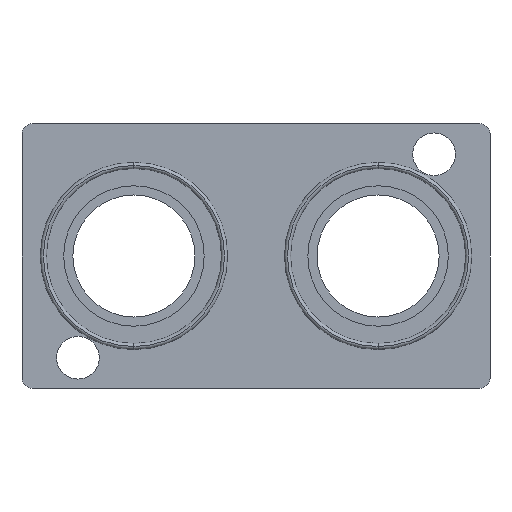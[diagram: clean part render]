
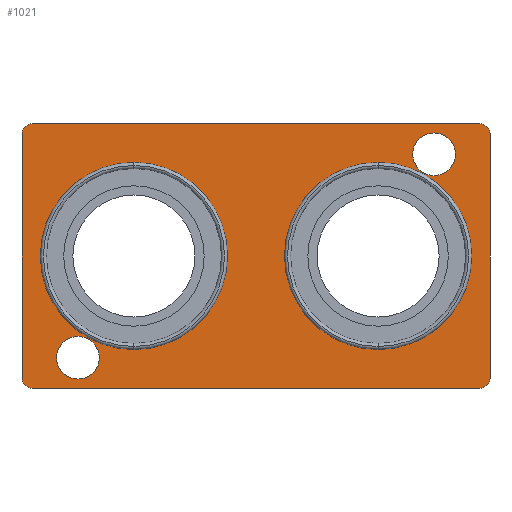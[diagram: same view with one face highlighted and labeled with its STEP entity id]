
A CAD part, front view. The second image highlights one B-rep face of the part: STEP entity #1021.
In plain terms, the highlighted planar face has unit normal (0, -1, 0).
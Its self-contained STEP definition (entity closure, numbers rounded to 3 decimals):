
#2 = LINE ( 'NONE', #1655, #1397 ) ;
#12 = EDGE_CURVE ( 'NONE', #144, #1122, #1111, .T. ) ;
#13 = EDGE_CURVE ( 'NONE', #252, #421, #1422, .T. ) ;
#16 = CARTESIAN_POINT ( 'NONE',  ( 40.5, 0., -0.9 ) ) ;
#22 = DIRECTION ( 'NONE',  ( 0., 0., 1. ) ) ;
#45 = DIRECTION ( 'NONE',  ( 0., 1., 0. ) ) ;
#48 = DIRECTION ( 'NONE',  ( 0., 0., 1. ) ) ;
#60 = ORIENTED_EDGE ( 'NONE', *, *, #326, .F. ) ;
#64 = CARTESIAN_POINT ( 'NONE',  ( 5.5, 0., -23. ) ) ;
#71 = CARTESIAN_POINT ( 'NONE',  ( 0., 0., -25. ) ) ;
#79 = CIRCLE ( 'NONE', #1062, 9.2 ) ;
#84 = ORIENTED_EDGE ( 'NONE', *, *, #232, .F. ) ;
#86 = AXIS2_PLACEMENT_3D ( 'NONE', #1577, #148, #137 ) ;
#101 = FACE_OUTER_BOUND ( 'NONE', #1437, .T. ) ;
#117 = CARTESIAN_POINT ( 'NONE',  ( 11., 0., -22.2 ) ) ;
#122 = ORIENTED_EDGE ( 'NONE', *, *, #588, .T. ) ;
#127 = EDGE_CURVE ( 'NONE', #247, #747, #256, .T. ) ;
#133 = DIRECTION ( 'NONE',  ( 0., 0., -1. ) ) ;
#137 = DIRECTION ( 'NONE',  ( 0., 0., -1. ) ) ;
#141 = ORIENTED_EDGE ( 'NONE', *, *, #1617, .F. ) ;
#144 = VERTEX_POINT ( 'NONE', #71 ) ;
#148 = DIRECTION ( 'NONE',  ( 0., -1., 0. ) ) ;
#165 = AXIS2_PLACEMENT_3D ( 'NONE', #64, #45, #22 ) ;
#169 = CARTESIAN_POINT ( 'NONE',  ( 46., 0., -1. ) ) ;
#179 = CIRCLE ( 'NONE', #1044, 9.2 ) ;
#208 = AXIS2_PLACEMENT_3D ( 'NONE', #1488, #692, #1616 ) ;
#211 = DIRECTION ( 'NONE',  ( 0., -1., 0. ) ) ;
#232 = EDGE_CURVE ( 'NONE', #247, #1122, #1376, .T. ) ;
#247 = VERTEX_POINT ( 'NONE', #1313 ) ;
#252 = VERTEX_POINT ( 'NONE', #1442 ) ;
#256 = CIRCLE ( 'NONE', #1344, 1. ) ;
#257 = CARTESIAN_POINT ( 'NONE',  ( 1., 0., -26. ) ) ;
#273 = AXIS2_PLACEMENT_3D ( 'NONE', #504, #1445, #639 ) ;
#281 = DIRECTION ( 'NONE',  ( 0., -1., 0. ) ) ;
#326 = EDGE_CURVE ( 'NONE', #338, #939, #179, .T. ) ;
#327 = CARTESIAN_POINT ( 'NONE',  ( 35., 0., -13. ) ) ;
#330 = LINE ( 'NONE', #933, #684 ) ;
#338 = VERTEX_POINT ( 'NONE', #117 ) ;
#349 = CARTESIAN_POINT ( 'NONE',  ( 11., 0., -13. ) ) ;
#355 = CIRCLE ( 'NONE', #1559, 9.2 ) ;
#361 = CARTESIAN_POINT ( 'NONE',  ( 11., 0., -3.8 ) ) ;
#371 = LINE ( 'NONE', #1137, #730 ) ;
#413 = EDGE_CURVE ( 'NONE', #1355, #747, #330, .T. ) ;
#416 = CARTESIAN_POINT ( 'NONE',  ( 0., 0., -1. ) ) ;
#421 = VERTEX_POINT ( 'NONE', #1081 ) ;
#435 = VERTEX_POINT ( 'NONE', #1211 ) ;
#454 = FACE_BOUND ( 'NONE', #672, .T. ) ;
#462 = DIRECTION ( 'NONE',  ( 0., 0., -1. ) ) ;
#489 = DIRECTION ( 'NONE',  ( 0., 0., -1. ) ) ;
#504 = CARTESIAN_POINT ( 'NONE',  ( 35., 0., -13. ) ) ;
#517 = AXIS2_PLACEMENT_3D ( 'NONE', #717, #1646, #848 ) ;
#537 = VERTEX_POINT ( 'NONE', #16 ) ;
#569 = CIRCLE ( 'NONE', #208, 2.1 ) ;
#577 = ORIENTED_EDGE ( 'NONE', *, *, #634, .T. ) ;
#581 = DIRECTION ( 'NONE',  ( 0., 1., 0. ) ) ;
#588 = EDGE_CURVE ( 'NONE', #1355, #1307, #1108, .T. ) ;
#619 = CARTESIAN_POINT ( 'NONE',  ( 46., 0., -25. ) ) ;
#630 = ORIENTED_EDGE ( 'NONE', *, *, #13, .T. ) ;
#634 = EDGE_CURVE ( 'NONE', #537, #1712, #1720, .T. ) ;
#639 = DIRECTION ( 'NONE',  ( 0., 0., -1. ) ) ;
#650 = ORIENTED_EDGE ( 'NONE', *, *, #413, .F. ) ;
#651 = DIRECTION ( 'NONE',  ( 0., 0., -1. ) ) ;
#652 = EDGE_CURVE ( 'NONE', #920, #435, #79, .T. ) ;
#653 = DIRECTION ( 'NONE',  ( 0., -1., 0. ) ) ;
#654 = EDGE_CURVE ( 'NONE', #1712, #537, #1027, .T. ) ;
#672 = EDGE_LOOP ( 'NONE', ( #630, #1116 ) ) ;
#684 = VECTOR ( 'NONE', #133, 1000. ) ;
#692 = DIRECTION ( 'NONE',  ( 0., 1., 0. ) ) ;
#717 = CARTESIAN_POINT ( 'NONE',  ( 45., 0., -1. ) ) ;
#730 = VECTOR ( 'NONE', #1270, 1000. ) ;
#739 = DIRECTION ( 'NONE',  ( 0., 1., 0. ) ) ;
#747 = VERTEX_POINT ( 'NONE', #619 ) ;
#822 = CARTESIAN_POINT ( 'NONE',  ( 1., 0., 0. ) ) ;
#848 = DIRECTION ( 'NONE',  ( 0., 0., -1. ) ) ;
#885 = AXIS2_PLACEMENT_3D ( 'NONE', #1390, #581, #1526 ) ;
#890 = EDGE_CURVE ( 'NONE', #939, #338, #355, .T. ) ;
#911 = AXIS2_PLACEMENT_3D ( 'NONE', #1454, #1456, #651 ) ;
#920 = VERTEX_POINT ( 'NONE', #1428 ) ;
#923 = ORIENTED_EDGE ( 'NONE', *, *, #1439, .T. ) ;
#933 = CARTESIAN_POINT ( 'NONE',  ( 46., 0., 0. ) ) ;
#939 = VERTEX_POINT ( 'NONE', #361 ) ;
#983 = ORIENTED_EDGE ( 'NONE', *, *, #12, .T. ) ;
#987 = EDGE_CURVE ( 'NONE', #435, #920, #1256, .T. ) ;
#1013 = CARTESIAN_POINT ( 'NONE',  ( 45., 0., -25. ) ) ;
#1014 = ORIENTED_EDGE ( 'NONE', *, *, #127, .T. ) ;
#1021 = ADVANCED_FACE ( 'NONE', ( #1601, #1481, #454, #101, #1135 ), #1058, .T. ) ;
#1027 = CIRCLE ( 'NONE', #1158, 2.1 ) ;
#1032 = VECTOR ( 'NONE', #1042, 1000. ) ;
#1042 = DIRECTION ( 'NONE',  ( -1., 0., 0. ) ) ;
#1044 = AXIS2_PLACEMENT_3D ( 'NONE', #1459, #653, #1586 ) ;
#1058 = PLANE ( 'NONE',  #911 ) ;
#1062 = AXIS2_PLACEMENT_3D ( 'NONE', #327, #1273, #462 ) ;
#1073 = ORIENTED_EDGE ( 'NONE', *, *, #1607, .F. ) ;
#1081 = CARTESIAN_POINT ( 'NONE',  ( 5.5, 0., -20.9 ) ) ;
#1096 = CARTESIAN_POINT ( 'NONE',  ( 1., 0., -1. ) ) ;
#1108 = CIRCLE ( 'NONE', #517, 1. ) ;
#1111 = CIRCLE ( 'NONE', #86, 1. ) ;
#1116 = ORIENTED_EDGE ( 'NONE', *, *, #1441, .T. ) ;
#1118 = CARTESIAN_POINT ( 'NONE',  ( 45., 0., 0. ) ) ;
#1122 = VERTEX_POINT ( 'NONE', #257 ) ;
#1135 = FACE_BOUND ( 'NONE', #1504, .T. ) ;
#1137 = CARTESIAN_POINT ( 'NONE',  ( 0., 0., 0. ) ) ;
#1153 = DIRECTION ( 'NONE',  ( 0., 0., -1. ) ) ;
#1158 = AXIS2_PLACEMENT_3D ( 'NONE', #1531, #739, #1665 ) ;
#1171 = ORIENTED_EDGE ( 'NONE', *, *, #652, .F. ) ;
#1211 = CARTESIAN_POINT ( 'NONE',  ( 35., 0., -22.2 ) ) ;
#1226 = DIRECTION ( 'NONE',  ( 0., 0., -1. ) ) ;
#1229 = VERTEX_POINT ( 'NONE', #822 ) ;
#1256 = CIRCLE ( 'NONE', #273, 9.2 ) ;
#1270 = DIRECTION ( 'NONE',  ( 1., 0., 0. ) ) ;
#1273 = DIRECTION ( 'NONE',  ( 0., -1., 0. ) ) ;
#1290 = CARTESIAN_POINT ( 'NONE',  ( 40.5, 0., -5.1 ) ) ;
#1296 = DIRECTION ( 'NONE',  ( 0., -1., 0. ) ) ;
#1302 = CIRCLE ( 'NONE', #1677, 1. ) ;
#1307 = VERTEX_POINT ( 'NONE', #1118 ) ;
#1308 = CARTESIAN_POINT ( 'NONE',  ( 0., 0., -26. ) ) ;
#1313 = CARTESIAN_POINT ( 'NONE',  ( 45., 0., -26. ) ) ;
#1318 = EDGE_LOOP ( 'NONE', ( #1171, #1363 ) ) ;
#1344 = AXIS2_PLACEMENT_3D ( 'NONE', #1013, #211, #1153 ) ;
#1355 = VERTEX_POINT ( 'NONE', #169 ) ;
#1363 = ORIENTED_EDGE ( 'NONE', *, *, #987, .F. ) ;
#1376 = LINE ( 'NONE', #1308, #1032 ) ;
#1390 = CARTESIAN_POINT ( 'NONE',  ( 40.5, 0., -3. ) ) ;
#1397 = VECTOR ( 'NONE', #48, 1000. ) ;
#1422 = CIRCLE ( 'NONE', #165, 2.1 ) ;
#1428 = CARTESIAN_POINT ( 'NONE',  ( 35., 0., -3.8 ) ) ;
#1429 = ORIENTED_EDGE ( 'NONE', *, *, #890, .F. ) ;
#1437 = EDGE_LOOP ( 'NONE', ( #141, #923, #1073, #983, #84, #1014, #650, #122 ) ) ;
#1439 = EDGE_CURVE ( 'NONE', #1229, #1466, #1302, .T. ) ;
#1441 = EDGE_CURVE ( 'NONE', #421, #252, #569, .T. ) ;
#1442 = CARTESIAN_POINT ( 'NONE',  ( 5.5, 0., -25.1 ) ) ;
#1445 = DIRECTION ( 'NONE',  ( 0., -1., 0. ) ) ;
#1454 = CARTESIAN_POINT ( 'NONE',  ( 0., 0., 0. ) ) ;
#1456 = DIRECTION ( 'NONE',  ( 0., -1., 0. ) ) ;
#1459 = CARTESIAN_POINT ( 'NONE',  ( 11., 0., -13. ) ) ;
#1466 = VERTEX_POINT ( 'NONE', #416 ) ;
#1481 = FACE_BOUND ( 'NONE', #1711, .T. ) ;
#1488 = CARTESIAN_POINT ( 'NONE',  ( 5.5, 0., -23. ) ) ;
#1504 = EDGE_LOOP ( 'NONE', ( #1615, #577 ) ) ;
#1526 = DIRECTION ( 'NONE',  ( 0., 0., 1. ) ) ;
#1531 = CARTESIAN_POINT ( 'NONE',  ( 40.5, 0., -3. ) ) ;
#1559 = AXIS2_PLACEMENT_3D ( 'NONE', #349, #1296, #489 ) ;
#1577 = CARTESIAN_POINT ( 'NONE',  ( 1., 0., -25. ) ) ;
#1586 = DIRECTION ( 'NONE',  ( 0., 0., -1. ) ) ;
#1601 = FACE_BOUND ( 'NONE', #1318, .T. ) ;
#1607 = EDGE_CURVE ( 'NONE', #144, #1466, #2, .T. ) ;
#1615 = ORIENTED_EDGE ( 'NONE', *, *, #654, .T. ) ;
#1616 = DIRECTION ( 'NONE',  ( 0., 0., 1. ) ) ;
#1617 = EDGE_CURVE ( 'NONE', #1229, #1307, #371, .T. ) ;
#1646 = DIRECTION ( 'NONE',  ( 0., -1., 0. ) ) ;
#1655 = CARTESIAN_POINT ( 'NONE',  ( 0., 0., 0. ) ) ;
#1665 = DIRECTION ( 'NONE',  ( 0., 0., 1. ) ) ;
#1677 = AXIS2_PLACEMENT_3D ( 'NONE', #1096, #281, #1226 ) ;
#1711 = EDGE_LOOP ( 'NONE', ( #1429, #60 ) ) ;
#1712 = VERTEX_POINT ( 'NONE', #1290 ) ;
#1720 = CIRCLE ( 'NONE', #885, 2.1 ) ;
